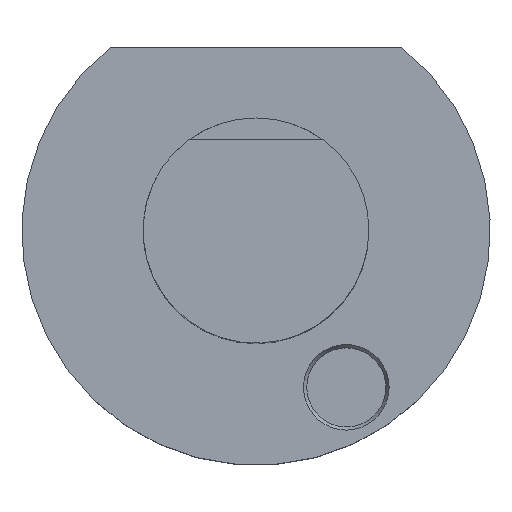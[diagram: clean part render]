
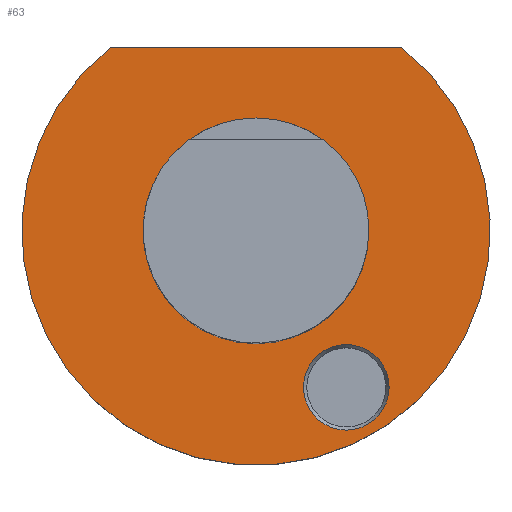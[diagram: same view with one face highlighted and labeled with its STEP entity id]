
A CAD part, top view. The second image highlights one B-rep face of the part: STEP entity #63.
In plain terms, the highlighted planar face has unit normal (0, 0, 1).
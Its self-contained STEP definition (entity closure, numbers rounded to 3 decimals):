
#63=ADVANCED_FACE('',(#125,#126,#127),#86,.T.);
#86=PLANE('',#389);
#97=LINE('',#571,#111);
#111=VECTOR('',#453,1.);
#125=FACE_BOUND('',#151,.T.);
#126=FACE_BOUND('',#152,.T.);
#127=FACE_BOUND('',#153,.T.);
#151=EDGE_LOOP('',(#194));
#152=EDGE_LOOP('',(#195));
#153=EDGE_LOOP('',(#196,#197));
#194=ORIENTED_EDGE('',*,*,#301,.F.);
#195=ORIENTED_EDGE('',*,*,#302,.F.);
#196=ORIENTED_EDGE('',*,*,#299,.F.);
#197=ORIENTED_EDGE('',*,*,#300,.T.);
#266=VERTEX_POINT('',#566);
#267=VERTEX_POINT('',#568);
#268=VERTEX_POINT('',#574);
#269=VERTEX_POINT('',#576);
#299=EDGE_CURVE('',#267,#266,#336,.T.);
#300=EDGE_CURVE('',#267,#266,#97,.T.);
#301=EDGE_CURVE('',#268,#268,#337,.T.);
#302=EDGE_CURVE('',#269,#269,#338,.T.);
#336=CIRCLE('',#384,41.5);
#337=CIRCLE('',#387,19.996);
#338=CIRCLE('',#388,7.584);
#384=AXIS2_PLACEMENT_3D('',#569,#449,#450);
#387=AXIS2_PLACEMENT_3D('',#573,#456,#457);
#388=AXIS2_PLACEMENT_3D('',#575,#458,#459);
#389=AXIS2_PLACEMENT_3D('',#577,#460,#461);
#449=DIRECTION('',(0.,0.,-1.));
#450=DIRECTION('',(1.,0.,0.));
#453=DIRECTION('',(-1.,0.,0.));
#456=DIRECTION('',(0.,0.,1.));
#457=DIRECTION('',(1.,0.,0.));
#458=DIRECTION('',(0.,0.,1.));
#459=DIRECTION('',(1.,0.,0.));
#460=DIRECTION('',(0.,0.,1.));
#461=DIRECTION('',(-1.,0.,0.));
#566=CARTESIAN_POINT('',(-25.807,32.5,0.));
#568=CARTESIAN_POINT('',(25.807,32.5,0.));
#569=CARTESIAN_POINT('',(0.,0.,0.));
#571=CARTESIAN_POINT('',(-41.,32.5,0.));
#573=CARTESIAN_POINT('',(0.,0.,0.));
#574=CARTESIAN_POINT('',(19.996,0.,0.));
#575=CARTESIAN_POINT('',(16.,-27.713,0.));
#576=CARTESIAN_POINT('',(23.584,-27.713,0.));
#577=CARTESIAN_POINT('',(-41.,0.,0.));
